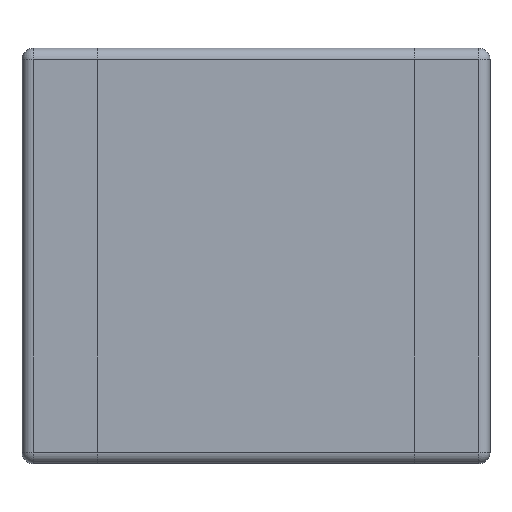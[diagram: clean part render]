
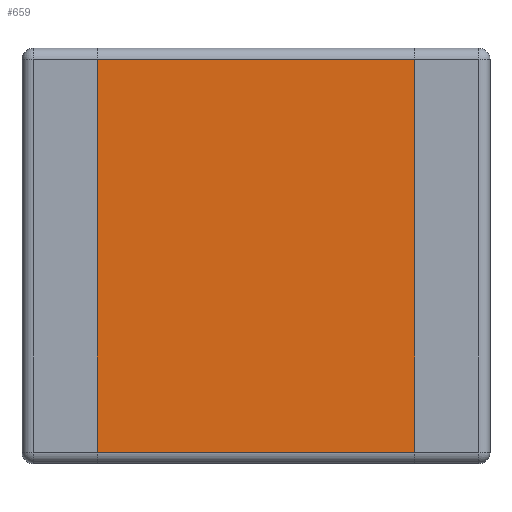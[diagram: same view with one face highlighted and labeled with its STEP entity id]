
A CAD part, top view. The second image highlights one B-rep face of the part: STEP entity #659.
In plain terms, the highlighted planar face has unit normal (0, 0, 1).
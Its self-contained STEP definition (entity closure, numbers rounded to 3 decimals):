
#30=PLANE('',#723);
#51=FACE_OUTER_BOUND('',#97,.T.);
#97=EDGE_LOOP('',(#473,#474,#475,#476));
#141=LINE('',#1045,#197);
#146=LINE('',#1059,#202);
#149=LINE('',#1066,#205);
#151=LINE('',#1071,#207);
#197=VECTOR('',#813,10.);
#202=VECTOR('',#828,10.);
#205=VECTOR('',#835,10.);
#207=VECTOR('',#841,10.);
#296=VERTEX_POINT('',#1042);
#297=VERTEX_POINT('',#1044);
#301=VERTEX_POINT('',#1058);
#303=VERTEX_POINT('',#1065);
#353=EDGE_CURVE('',#297,#296,#141,.T.);
#360=EDGE_CURVE('',#297,#301,#146,.T.);
#364=EDGE_CURVE('',#303,#301,#149,.T.);
#367=EDGE_CURVE('',#303,#296,#151,.T.);
#473=ORIENTED_EDGE('',*,*,#360,.F.);
#474=ORIENTED_EDGE('',*,*,#353,.T.);
#475=ORIENTED_EDGE('',*,*,#367,.F.);
#476=ORIENTED_EDGE('',*,*,#364,.T.);
#659=ADVANCED_FACE('',(#51),#30,.T.);
#723=AXIS2_PLACEMENT_3D('',#1070,#839,#840);
#813=DIRECTION('',(0.,-1.,0.));
#828=DIRECTION('',(1.,0.,0.));
#835=DIRECTION('',(0.,1.,0.));
#839=DIRECTION('center_axis',(0.,0.,1.));
#840=DIRECTION('ref_axis',(1.,0.,0.));
#841=DIRECTION('',(-1.,0.,0.));
#1042=CARTESIAN_POINT('',(-2.1,-2.6,2.));
#1044=CARTESIAN_POINT('',(-2.1,2.6,2.));
#1045=CARTESIAN_POINT('',(-2.1,-2.75,2.));
#1058=CARTESIAN_POINT('',(2.1,2.6,2.));
#1059=CARTESIAN_POINT('',(1.05,2.6,2.));
#1065=CARTESIAN_POINT('',(2.1,-2.6,2.));
#1066=CARTESIAN_POINT('',(2.1,2.75,2.));
#1070=CARTESIAN_POINT('Origin',(0.,0.,
2.));
#1071=CARTESIAN_POINT('',(-1.05,-2.6,2.));
